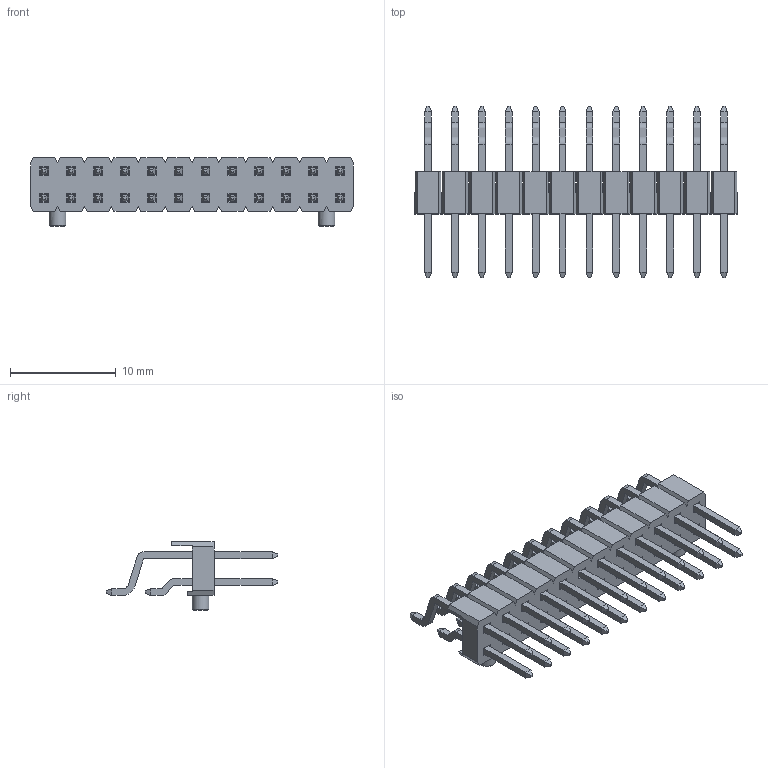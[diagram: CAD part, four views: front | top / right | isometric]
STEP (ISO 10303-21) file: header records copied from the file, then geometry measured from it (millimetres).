
FILE_DESCRIPTION( ( 'Unknown' ), '1' );
FILE_NAME( '610124249121.stp', 'Unknown', ( 'Unknown' ), ( 'Unknown' ), 'PSStep 17.0.49', 'Unknown', ' ' );
FILE_SCHEMA( ( 'AUTOMOTIVE_DESIGN { 1 0 10303 214 1 1 1 1 }' ) );
Length unit declared in the file: millimetre
Products named in the file (4): Assem1; 6100xx249121_PIN LONGUE; 6100xx249121_PIN COURTE; 610024249121
Assembly tree (25 placements, depth 2):
  Assem1
    6100xx249121_PIN LONGUE  x12
    6100xx249121_PIN COURTE  x12
    610024249121
Bounding box: 30.48 x 16.16 x 6.48 mm (x, y, z)
Volume: 470.4 mm3; surface area: 1694 mm2
Topology: 25 solids, 25 shells, 1044 faces, 2504 edges, 1510 vertices
Faces by surface type: plane 944, cylinder 98, cone 2
Full cylindrical faces by diameter (mm): 1.58 x2
Entity records: 17634 total; most frequent: CARTESIAN_POINT 2392, ORIENTED_EDGE 2356, DIRECTION 2212, EDGE_CURVE 1178, LINE 1140, VECTOR 1140, VERTEX_POINT 716, AXIS2_PLACEMENT_3D 536
